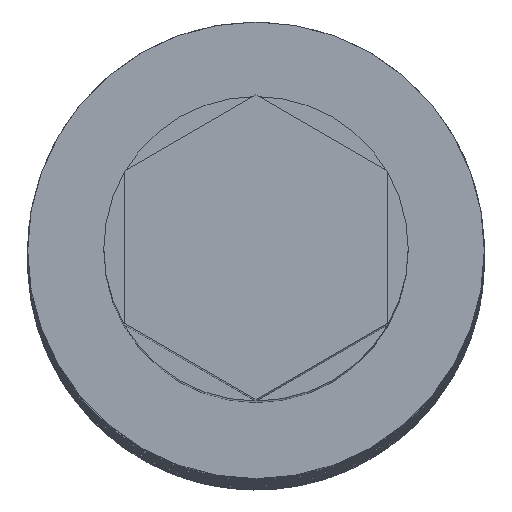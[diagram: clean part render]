
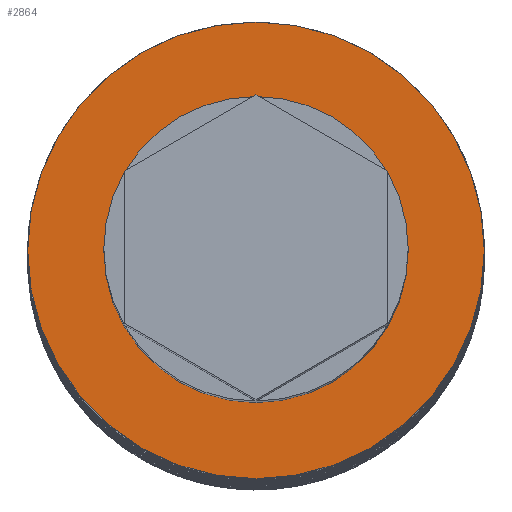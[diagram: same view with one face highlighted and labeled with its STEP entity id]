
A CAD part, top view. The second image highlights one B-rep face of the part: STEP entity #2864.
In plain terms, the highlighted planar face has unit normal (0, 0, 1).
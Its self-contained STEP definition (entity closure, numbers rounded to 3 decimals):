
#130 = EDGE_CURVE ( 'NONE', #1975, #3398, #9390, .T. ) ;
#185 = CIRCLE ( 'NONE', #3797, 5. ) ;
#202 = DIRECTION ( 'NONE',  ( 0., 0., 1. ) ) ;
#623 = VERTEX_POINT ( 'NONE', #3499 ) ;
#636 = DIRECTION ( 'NONE',  ( 0., 0., 1. ) ) ;
#656 = CARTESIAN_POINT ( 'NONE',  ( 0., 0., 250. ) ) ;
#841 = FACE_BOUND ( 'NONE', #3309, .T. ) ;
#1066 = ORIENTED_EDGE ( 'NONE', *, *, #6406, .T. ) ;
#1088 = FACE_OUTER_BOUND ( 'NONE', #7637, .T. ) ;
#1300 = DIRECTION ( 'NONE',  ( 1., 0., 0. ) ) ;
#1805 = DIRECTION ( 'NONE',  ( 1., 0., 0. ) ) ;
#1975 = VERTEX_POINT ( 'NONE', #8496 ) ;
#2831 = CIRCLE ( 'NONE', #3048, 7.5 ) ;
#2864 = ADVANCED_FACE ( 'NONE', ( #841, #1088 ), #5366, .T. ) ;
#2900 = CARTESIAN_POINT ( 'NONE',  ( 0., 0., 250. ) ) ;
#3048 = AXIS2_PLACEMENT_3D ( 'NONE', #7482, #8267, #7449 ) ;
#3145 = DIRECTION ( 'NONE',  ( 1., 0., 0. ) ) ;
#3309 = EDGE_LOOP ( 'NONE', ( #7398, #9369 ) ) ;
#3378 = CIRCLE ( 'NONE', #6689, 7.5 ) ;
#3398 = VERTEX_POINT ( 'NONE', #7453 ) ;
#3499 = CARTESIAN_POINT ( 'NONE',  ( -7.5, 0., 250. ) ) ;
#3797 = AXIS2_PLACEMENT_3D ( 'NONE', #2900, #6287, #7921 ) ;
#4176 = CARTESIAN_POINT ( 'NONE',  ( 7.5, 0., 250. ) ) ;
#4661 = CARTESIAN_POINT ( 'NONE',  ( 0., 0., 250. ) ) ;
#4762 = AXIS2_PLACEMENT_3D ( 'NONE', #6700, #202, #1805 ) ;
#4846 = AXIS2_PLACEMENT_3D ( 'NONE', #4661, #636, #1300 ) ;
#5366 = PLANE ( 'NONE',  #4846 ) ;
#6128 = EDGE_CURVE ( 'NONE', #3398, #1975, #185, .T. ) ;
#6287 = DIRECTION ( 'NONE',  ( 0., 0., 1. ) ) ;
#6406 = EDGE_CURVE ( 'NONE', #623, #10606, #3378, .T. ) ;
#6689 = AXIS2_PLACEMENT_3D ( 'NONE', #656, #9641, #3145 ) ;
#6700 = CARTESIAN_POINT ( 'NONE',  ( 0., 0., 250. ) ) ;
#7398 = ORIENTED_EDGE ( 'NONE', *, *, #6128, .F. ) ;
#7449 = DIRECTION ( 'NONE',  ( 1., 0., 0. ) ) ;
#7453 = CARTESIAN_POINT ( 'NONE',  ( -5., 0., 250. ) ) ;
#7482 = CARTESIAN_POINT ( 'NONE',  ( 0., 0., 250. ) ) ;
#7637 = EDGE_LOOP ( 'NONE', ( #1066, #7961 ) ) ;
#7921 = DIRECTION ( 'NONE',  ( 1., 0., 0. ) ) ;
#7961 = ORIENTED_EDGE ( 'NONE', *, *, #10370, .T. ) ;
#8267 = DIRECTION ( 'NONE',  ( 0., 0., 1. ) ) ;
#8496 = CARTESIAN_POINT ( 'NONE',  ( 5., 0., 250. ) ) ;
#9369 = ORIENTED_EDGE ( 'NONE', *, *, #130, .F. ) ;
#9390 = CIRCLE ( 'NONE', #4762, 5. ) ;
#9641 = DIRECTION ( 'NONE',  ( 0., 0., 1. ) ) ;
#10370 = EDGE_CURVE ( 'NONE', #10606, #623, #2831, .T. ) ;
#10606 = VERTEX_POINT ( 'NONE', #4176 ) ;
